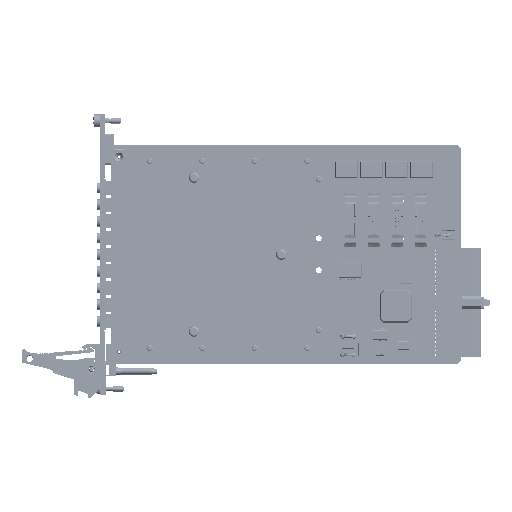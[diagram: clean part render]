
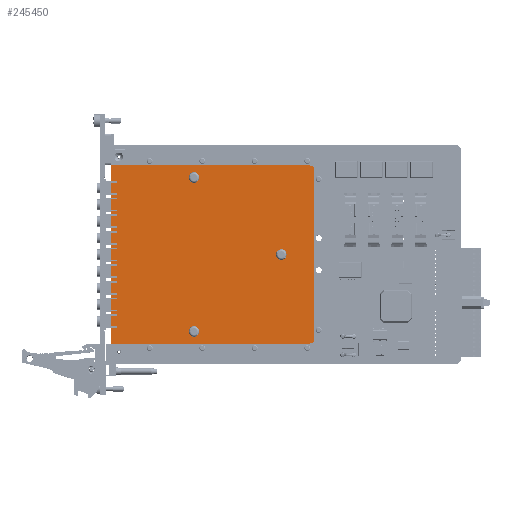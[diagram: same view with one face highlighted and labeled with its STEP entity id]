
A CAD part, top view. The second image highlights one B-rep face of the part: STEP entity #245450.
In plain terms, the highlighted planar face has unit normal (0, 0, 1).
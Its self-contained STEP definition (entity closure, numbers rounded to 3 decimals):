
#29703 = ORIENTED_EDGE ( 'NONE', *, *, #240497, .T. ) ;
#29704 = ORIENTED_EDGE ( 'NONE', *, *, #240494, .F. ) ;
#29705 = ORIENTED_EDGE ( 'NONE', *, *, #240448, .F. ) ;
#29706 = ORIENTED_EDGE ( 'NONE', *, *, #240462, .F. ) ;
#29707 = ORIENTED_EDGE ( 'NONE', *, *, #240468, .F. ) ;
#29708 = ORIENTED_EDGE ( 'NONE', *, *, #240477, .F. ) ;
#29709 = ORIENTED_EDGE ( 'NONE', *, *, #240485, .F. ) ;
#29710 = ORIENTED_EDGE ( 'NONE', *, *, #240501, .T. ) ;
#29711 = ORIENTED_EDGE ( 'NONE', *, *, #240505, .T. ) ;
#34194 = FACE_BOUND ( 'NONE', #156377, .T. ) ;
#34197 = FACE_BOUND ( 'NONE', #156379, .T. ) ;
#34204 = FACE_BOUND ( 'NONE', #156383, .T. ) ;
#34208 = FACE_OUTER_BOUND ( 'NONE', #156373, .T. ) ;
#93445 = AXIS2_PLACEMENT_3D ( 'NONE', #145674, #145678, #145681 ) ;
#93451 = AXIS2_PLACEMENT_3D ( 'NONE', #145718, #145721, #145724 ) ;
#93455 = AXIS2_PLACEMENT_3D ( 'NONE', #145757, #145759, #145761 ) ;
#93461 = AXIS2_PLACEMENT_3D ( 'NONE', #145768, #145771, #145774 ) ;
#93469 = AXIS2_PLACEMENT_3D ( 'NONE', #145780, #145782, #145785 ) ;
#112615 = CARTESIAN_POINT ( 'NONE',  ( 9.312, -37.659, 6.036 ) ) ;
#112622 = CARTESIAN_POINT ( 'NONE',  ( -81.989, 43.741, 6.036 ) ) ;
#112625 = CARTESIAN_POINT ( 'NONE',  ( -81.989, -37.659, 6.036 ) ) ;
#112628 = CARTESIAN_POINT ( 'NONE',  ( 11.211, 41.841, 6.036 ) ) ;
#112630 = CARTESIAN_POINT ( 'NONE',  ( 9.312, 43.741, 6.036 ) ) ;
#112632 = CARTESIAN_POINT ( 'NONE',  ( 11.211, -35.759, 6.036 ) ) ;
#139441 = VERTEX_POINT ( 'NONE', #142390 ) ;
#139444 = VERTEX_POINT ( 'NONE', #142391 ) ;
#139447 = VERTEX_POINT ( 'NONE', #142392 ) ;
#142390 = CARTESIAN_POINT ( 'NONE',  ( -2.21, 3.025, 6.036 ) ) ;
#142391 = CARTESIAN_POINT ( 'NONE',  ( -42.138, -32.159, 6.036 ) ) ;
#142392 = CARTESIAN_POINT ( 'NONE',  ( -42.138, 38.241, 6.036 ) ) ;
#145613 = CARTESIAN_POINT ( 'NONE',  ( -81.989, -37.659, 6.036 ) ) ;
#145634 = DIRECTION ( 'NONE',  ( -1., 0., 0. ) ) ;
#145650 = CARTESIAN_POINT ( 'NONE',  ( 11.211, -35.759, 6.036 ) ) ;
#145674 = CARTESIAN_POINT ( 'NONE',  ( 9.214, -35.661, 6.036 ) ) ;
#145678 = DIRECTION ( 'NONE',  ( 0., 0., -1. ) ) ;
#145681 = DIRECTION ( 'NONE',  ( -1., 0., 0. ) ) ;
#145688 = DIRECTION ( 'NONE',  ( 0., -1., 0. ) ) ;
#145704 = CARTESIAN_POINT ( 'NONE',  ( 9.312, 43.741, 6.036 ) ) ;
#145718 = CARTESIAN_POINT ( 'NONE',  ( 9.214, 41.744, 6.036 ) ) ;
#145721 = DIRECTION ( 'NONE',  ( 0., 0., -1. ) ) ;
#145724 = DIRECTION ( 'NONE',  ( 1., 0., 0. ) ) ;
#145730 = DIRECTION ( 'NONE',  ( 1., 0., 0. ) ) ;
#145738 = CARTESIAN_POINT ( 'NONE',  ( -81.989, 43.741, 6.036 ) ) ;
#145741 = DIRECTION ( 'NONE',  ( 0., 1., 0. ) ) ;
#145757 = CARTESIAN_POINT ( 'NONE',  ( -3.96, 3.025, 6.036 ) ) ;
#145759 = DIRECTION ( 'NONE',  ( 0., 0., -1. ) ) ;
#145761 = DIRECTION ( 'NONE',  ( 1., 0., 0. ) ) ;
#145768 = CARTESIAN_POINT ( 'NONE',  ( -43.889, -32.159, 6.036 ) ) ;
#145771 = DIRECTION ( 'NONE',  ( 0., 0., -1. ) ) ;
#145774 = DIRECTION ( 'NONE',  ( 1., 0., 0. ) ) ;
#145780 = CARTESIAN_POINT ( 'NONE',  ( -43.889, 38.241, 6.036 ) ) ;
#145782 = DIRECTION ( 'NONE',  ( 0., 0., -1. ) ) ;
#145785 = DIRECTION ( 'NONE',  ( 1., 0., 0. ) ) ;
#147524 = LINE ( 'NONE', #145613, #147538 ) ;
#147538 = VECTOR ( 'NONE', #145634, 1000. ) ;
#147547 = CIRCLE ( 'NONE', #93445, 2. ) ;
#147558 = LINE ( 'NONE', #145650, #147570 ) ;
#147570 = VECTOR ( 'NONE', #145688, 1000. ) ;
#147572 = CIRCLE ( 'NONE', #93451, 2. ) ;
#147581 = LINE ( 'NONE', #145704, #147589 ) ;
#147586 = CIRCLE ( 'NONE', #93455, 1.75 ) ;
#147589 = VECTOR ( 'NONE', #145730, 1000. ) ;
#147592 = LINE ( 'NONE', #145738, #147601 ) ;
#147599 = CIRCLE ( 'NONE', #93469, 1.75 ) ;
#147601 = VECTOR ( 'NONE', #145741, 1000. ) ;
#147609 = CIRCLE ( 'NONE', #93461, 1.75 ) ;
#153221 = VERTEX_POINT ( 'NONE', #112615 ) ;
#153234 = VERTEX_POINT ( 'NONE', #112622 ) ;
#153237 = VERTEX_POINT ( 'NONE', #112625 ) ;
#153239 = VERTEX_POINT ( 'NONE', #112628 ) ;
#153241 = VERTEX_POINT ( 'NONE', #112630 ) ;
#153244 = VERTEX_POINT ( 'NONE', #112632 ) ;
#156373 = EDGE_LOOP ( 'NONE', ( #29704, #29705, #29706, #29707, #29708, #29709 ) ) ;
#156377 = EDGE_LOOP ( 'NONE', ( #29703 ) ) ;
#156379 = EDGE_LOOP ( 'NONE', ( #29710 ) ) ;
#156383 = EDGE_LOOP ( 'NONE', ( #29711 ) ) ;
#162343 = AXIS2_PLACEMENT_3D ( 'NONE', #169587, #169589, #169591 ) ;
#169578 = PLANE ( 'NONE',  #162343 ) ;
#169587 = CARTESIAN_POINT ( 'NONE',  ( 9.214, -35.661, 6.036 ) ) ;
#169589 = DIRECTION ( 'NONE',  ( 0., 0., 1. ) ) ;
#169591 = DIRECTION ( 'NONE',  ( -1., 0., 0. ) ) ;
#240448 = EDGE_CURVE ( 'NONE', #153221, #153237, #147524, .T. ) ;
#240462 = EDGE_CURVE ( 'NONE', #153244, #153221, #147547, .T. ) ;
#240468 = EDGE_CURVE ( 'NONE', #153239, #153244, #147558, .T. ) ;
#240477 = EDGE_CURVE ( 'NONE', #153241, #153239, #147572, .T. ) ;
#240485 = EDGE_CURVE ( 'NONE', #153234, #153241, #147581, .T. ) ;
#240494 = EDGE_CURVE ( 'NONE', #153237, #153234, #147592, .T. ) ;
#240497 = EDGE_CURVE ( 'NONE', #139441, #139441, #147586, .T. ) ;
#240501 = EDGE_CURVE ( 'NONE', #139444, #139444, #147609, .T. ) ;
#240505 = EDGE_CURVE ( 'NONE', #139447, #139447, #147599, .T. ) ;
#245450 = ADVANCED_FACE ( 'NONE', ( #34194, #34208, #34197, #34204 ), #169578, .T. ) ;
